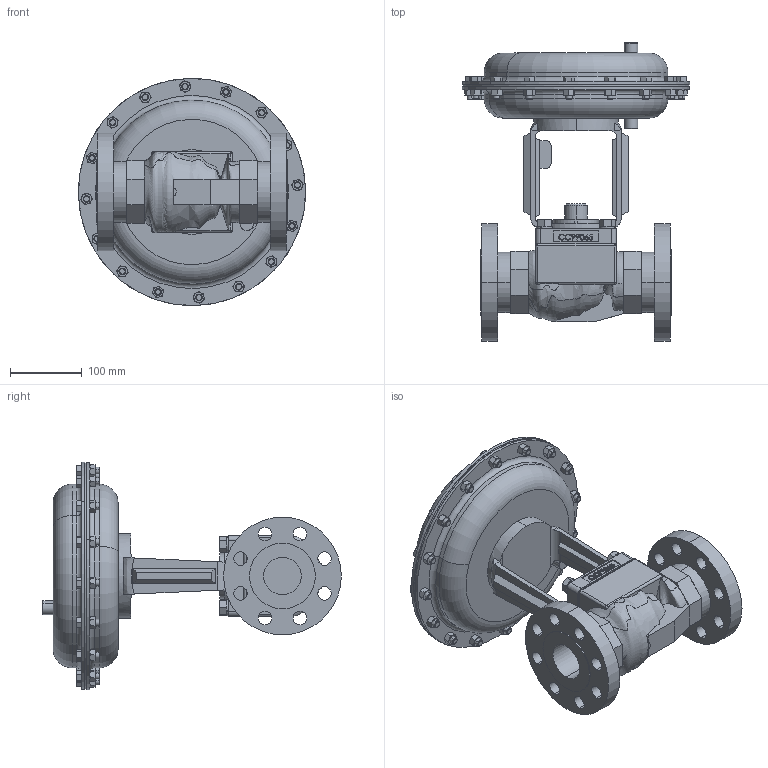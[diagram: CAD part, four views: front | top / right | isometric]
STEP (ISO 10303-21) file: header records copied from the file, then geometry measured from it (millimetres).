
FILE_DESCRIPTION (( 'STEP AP203' ), '1' );
FILE_NAME ('78-200-BR+CS+S6-I3-55M.step', '2017-09-25T13:15:56', ( '' ), ( '' ), 'SwSTEP 2.0', 'SolidWorks 2014', '' );
FILE_SCHEMA (( 'CONFIG_CONTROL_DESIGN' ));
Products named in the file (1): 78-200-BR+CS+S6-I3-55M
Bounding box: 317.42 x 417.24 x 317.42 mm (x, y, z)
Volume: 7480194.1 mm3; surface area: 957013.8 mm2
Topology: 49 solids, 49 shells, 1216 faces, 2730 edges, 1670 vertices
Faces by surface type: plane 536, cone 376, cylinder 172, bspline 98, torus 26, sphere 8
Entity records: 46016 total; most frequent: CARTESIAN_POINT 20420, ORIENTED_EDGE 5448, DIRECTION 4852, EDGE_CURVE 2724, AXIS2_PLACEMENT_3D 1891, VERTEX_POINT 1670, EDGE_LOOP 1314, FACE_OUTER_BOUND 1216
